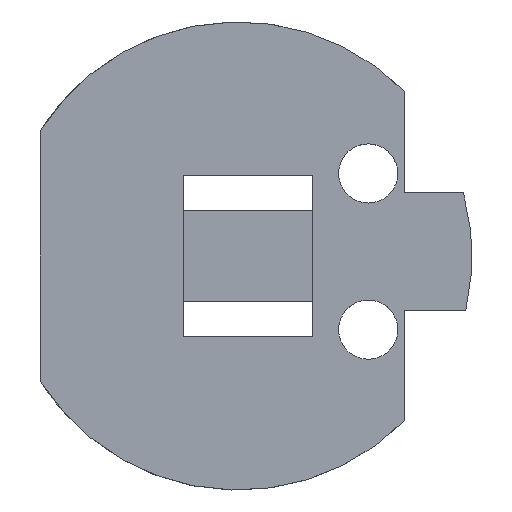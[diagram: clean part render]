
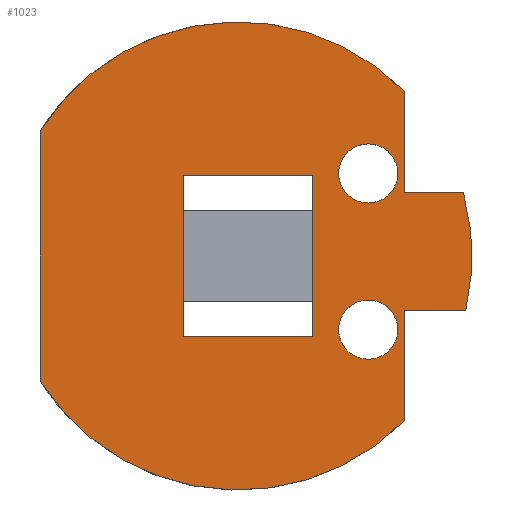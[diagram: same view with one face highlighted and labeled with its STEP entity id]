
A CAD part, top view. The second image highlights one B-rep face of the part: STEP entity #1023.
In plain terms, the highlighted planar face has unit normal (0, 0, 1).
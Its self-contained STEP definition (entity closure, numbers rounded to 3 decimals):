
#15=FACE_BOUND('',#115,.T.);
#16=FACE_BOUND('',#116,.T.);
#17=FACE_BOUND('',#117,.T.);
#23=CIRCLE('',#1059,11.857);
#26=CIRCLE('',#1066,11.857);
#29=CIRCLE('',#1076,1.5);
#31=CIRCLE('',#1079,1.5);
#32=CIRCLE('',#1089,11.857);
#62=FACE_OUTER_BOUND('',#114,.T.);
#114=EDGE_LOOP('',(#769,#770,#771,#772,#773,#774,#775,#776));
#115=EDGE_LOOP('',(#777));
#116=EDGE_LOOP('',(#778));
#117=EDGE_LOOP('',(#779,#780,#781,#782));
#159=LINE('',#1421,#292);
#163=LINE('',#1429,#296);
#167=LINE('',#1441,#300);
#169=LINE('',#1444,#302);
#172=LINE('',#1451,#305);
#177=LINE('',#1461,#310);
#182=LINE('',#1470,#315);
#184=LINE('',#1473,#317);
#226=LINE('',#1566,#359);
#292=VECTOR('',#1150,10.);
#296=VECTOR('',#1156,10.);
#300=VECTOR('',#1168,10.);
#302=VECTOR('',#1172,10.);
#305=VECTOR('',#1177,10.);
#310=VECTOR('',#1184,10.);
#315=VECTOR('',#1191,10.);
#317=VECTOR('',#1195,10.);
#359=VECTOR('',#1267,10.);
#423=VERTEX_POINT('',#1405);
#424=VERTEX_POINT('',#1407);
#427=VERTEX_POINT('',#1417);
#429=VERTEX_POINT('',#1420);
#432=VERTEX_POINT('',#1427);
#433=VERTEX_POINT('',#1432);
#436=VERTEX_POINT('',#1439);
#437=VERTEX_POINT('',#1447);
#439=VERTEX_POINT('',#1450);
#443=VERTEX_POINT('',#1459);
#446=VERTEX_POINT('',#1468);
#448=VERTEX_POINT('',#1477);
#450=VERTEX_POINT('',#1483);
#482=VERTEX_POINT('',#1565);
#521=EDGE_CURVE('',#424,#423,#23,.T.);
#527=EDGE_CURVE('',#429,#427,#159,.T.);
#531=EDGE_CURVE('',#427,#432,#163,.T.);
#534=EDGE_CURVE('',#432,#433,#26,.T.);
#537=EDGE_CURVE('',#433,#436,#167,.T.);
#539=EDGE_CURVE('',#436,#424,#169,.T.);
#542=EDGE_CURVE('',#439,#437,#172,.T.);
#547=EDGE_CURVE('',#437,#443,#177,.T.);
#552=EDGE_CURVE('',#443,#446,#182,.T.);
#554=EDGE_CURVE('',#446,#439,#184,.T.);
#557=EDGE_CURVE('',#448,#448,#29,.T.);
#560=EDGE_CURVE('',#450,#450,#31,.T.);
#600=EDGE_CURVE('',#423,#482,#226,.T.);
#601=EDGE_CURVE('',#482,#429,#32,.T.);
#769=ORIENTED_EDGE('',*,*,#521,.T.);
#770=ORIENTED_EDGE('',*,*,#600,.T.);
#771=ORIENTED_EDGE('',*,*,#601,.T.);
#772=ORIENTED_EDGE('',*,*,#527,.T.);
#773=ORIENTED_EDGE('',*,*,#531,.T.);
#774=ORIENTED_EDGE('',*,*,#534,.T.);
#775=ORIENTED_EDGE('',*,*,#537,.T.);
#776=ORIENTED_EDGE('',*,*,#539,.T.);
#777=ORIENTED_EDGE('',*,*,#560,.T.);
#778=ORIENTED_EDGE('',*,*,#557,.T.);
#779=ORIENTED_EDGE('',*,*,#554,.T.);
#780=ORIENTED_EDGE('',*,*,#542,.T.);
#781=ORIENTED_EDGE('',*,*,#547,.T.);
#782=ORIENTED_EDGE('',*,*,#552,.T.);
#972=PLANE('',#1088);
#1023=ADVANCED_FACE('',(#62,#15,#16,#17),#972,.T.);
#1059=AXIS2_PLACEMENT_3D('',#1408,#1137,#1138);
#1066=AXIS2_PLACEMENT_3D('',#1435,#1161,#1162);
#1076=AXIS2_PLACEMENT_3D('',#1479,#1201,#1202);
#1079=AXIS2_PLACEMENT_3D('',#1485,#1208,#1209);
#1088=AXIS2_PLACEMENT_3D('',#1564,#1265,#1266);
#1089=AXIS2_PLACEMENT_3D('',#1567,#1268,#1269);
#1137=DIRECTION('center_axis',(0.,0.,1.));
#1138=DIRECTION('ref_axis',(-1.,0.,0.));
#1150=DIRECTION('',(0.,1.,0.));
#1156=DIRECTION('',(1.,0.,0.));
#1161=DIRECTION('center_axis',(0.,0.,1.));
#1162=DIRECTION('ref_axis',(-1.,0.,0.));
#1168=DIRECTION('',(-1.,0.,0.));
#1172=DIRECTION('',(0.,1.,0.));
#1177=DIRECTION('',(0.,1.,0.));
#1184=DIRECTION('',(1.,0.,0.));
#1191=DIRECTION('',(0.,-1.,0.));
#1195=DIRECTION('',(-1.,0.,0.));
#1201=DIRECTION('center_axis',(0.,0.,-1.));
#1202=DIRECTION('ref_axis',(-1.,0.,0.));
#1208=DIRECTION('center_axis',(0.,0.,-1.));
#1209=DIRECTION('ref_axis',(-1.,0.,0.));
#1265=DIRECTION('center_axis',(0.,0.,1.));
#1266=DIRECTION('ref_axis',(-1.,0.,0.));
#1267=DIRECTION('',(0.,-1.,0.));
#1268=DIRECTION('center_axis',(0.,0.,1.));
#1269=DIRECTION('ref_axis',(-1.,0.,0.));
#1405=CARTESIAN_POINT('',(3.751,54.851,35.718));
#1407=CARTESIAN_POINT('',(22.179,56.851,35.718));
#1408=CARTESIAN_POINT('Origin',(13.763,48.499,35.718));
#1417=CARTESIAN_POINT('',(22.179,45.752,35.718));
#1420=CARTESIAN_POINT('',(22.179,40.147,35.718));
#1421=CARTESIAN_POINT('',(22.179,30.666,35.718));
#1427=CARTESIAN_POINT('',(25.298,45.752,35.718));
#1429=CARTESIAN_POINT('',(41.626,45.752,35.718));
#1432=CARTESIAN_POINT('',(25.181,51.697,35.718));
#1435=CARTESIAN_POINT('Origin',(13.763,48.499,35.718));
#1439=CARTESIAN_POINT('',(22.179,51.697,35.718));
#1441=CARTESIAN_POINT('',(41.626,51.697,35.718));
#1444=CARTESIAN_POINT('',(22.179,46.638,35.718));
#1447=CARTESIAN_POINT('',(10.986,52.593,35.718));
#1450=CARTESIAN_POINT('',(10.986,44.406,35.718));
#1451=CARTESIAN_POINT('',(10.986,30.072,35.718));
#1459=CARTESIAN_POINT('',(17.552,52.593,35.718));
#1461=CARTESIAN_POINT('',(37.048,52.593,35.718));
#1468=CARTESIAN_POINT('',(17.552,44.406,35.718));
#1470=CARTESIAN_POINT('',(17.552,33.155,35.718));
#1473=CARTESIAN_POINT('',(37.048,44.406,35.718));
#1477=CARTESIAN_POINT('',(21.856,52.68,35.718));
#1479=CARTESIAN_POINT('Origin',(20.356,52.68,35.718));
#1483=CARTESIAN_POINT('',(21.856,44.769,35.718));
#1485=CARTESIAN_POINT('Origin',(20.356,44.769,35.718));
#1564=CARTESIAN_POINT('Origin',(56.573,14.779,35.718));
#1565=CARTESIAN_POINT('',(3.751,42.148,35.718));
#1566=CARTESIAN_POINT('',(3.751,14.779,35.718));
#1567=CARTESIAN_POINT('Origin',(13.763,48.499,35.718));
